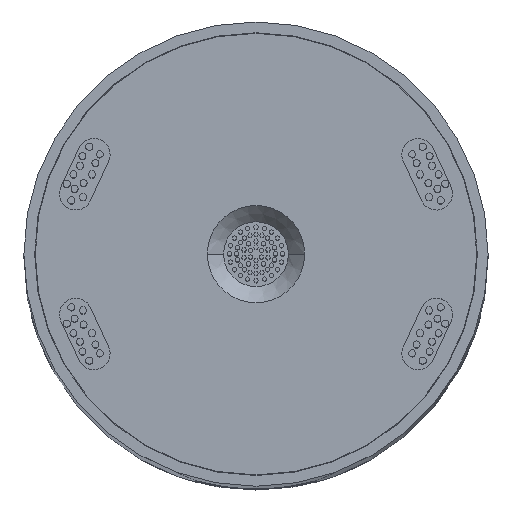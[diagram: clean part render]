
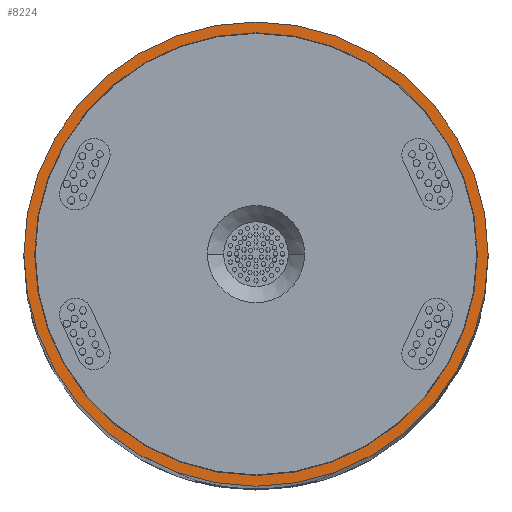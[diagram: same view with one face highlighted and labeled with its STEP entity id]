
A CAD part, top view. The second image highlights one B-rep face of the part: STEP entity #8224.
In plain terms, the highlighted planar face has unit normal (0, 0, 1).
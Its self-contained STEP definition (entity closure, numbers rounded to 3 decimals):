
#856 = DIRECTION ( 'NONE',  ( 0., 0., 1. ) ) ;
#1870 = FACE_BOUND ( 'NONE', #4223, .T. ) ;
#2586 = EDGE_CURVE ( 'NONE', #14169, #18578, #18270, .T. ) ;
#3008 = AXIS2_PLACEMENT_3D ( 'NONE', #15292, #4612, #17062 ) ;
#3238 = CIRCLE ( 'NONE', #16025, 41. ) ;
#4013 = CARTESIAN_POINT ( 'NONE',  ( 0., 0., 430. ) ) ;
#4223 = EDGE_LOOP ( 'NONE', ( #7613, #20560 ) ) ;
#4612 = DIRECTION ( 'NONE',  ( 0., 0., 1. ) ) ;
#4995 = CARTESIAN_POINT ( 'NONE',  ( 41., 0., 430. ) ) ;
#5454 = EDGE_LOOP ( 'NONE', ( #22363, #19105 ) ) ;
#5564 = AXIS2_PLACEMENT_3D ( 'NONE', #5767, #18239, #7553 ) ;
#5693 = PLANE ( 'NONE',  #5564 ) ;
#5767 = CARTESIAN_POINT ( 'NONE',  ( 0., 0., 430. ) ) ;
#5777 = DIRECTION ( 'NONE',  ( 1., 0., 0. ) ) ;
#6551 = FACE_OUTER_BOUND ( 'NONE', #5454, .T. ) ;
#7553 = DIRECTION ( 'NONE',  ( 1., 0., 0. ) ) ;
#7613 = ORIENTED_EDGE ( 'NONE', *, *, #7929, .F. ) ;
#7929 = EDGE_CURVE ( 'NONE', #18578, #14169, #3238, .T. ) ;
#8224 = ADVANCED_FACE ( 'NONE', ( #1870, #6551 ), #5693, .T. ) ;
#8509 = DIRECTION ( 'NONE',  ( 0., 0., 1. ) ) ;
#8580 = CIRCLE ( 'NONE', #3008, 43. ) ;
#9768 = VERTEX_POINT ( 'NONE', #13937 ) ;
#10661 = EDGE_CURVE ( 'NONE', #9768, #16344, #8580, .T. ) ;
#11483 = CARTESIAN_POINT ( 'NONE',  ( 0., 0., 430. ) ) ;
#12255 = AXIS2_PLACEMENT_3D ( 'NONE', #4013, #16470, #5777 ) ;
#12953 = CIRCLE ( 'NONE', #21134, 43. ) ;
#13271 = DIRECTION ( 'NONE',  ( 1., 0., 0. ) ) ;
#13937 = CARTESIAN_POINT ( 'NONE',  ( -43., 0., 430. ) ) ;
#13971 = CARTESIAN_POINT ( 'NONE',  ( 43., 0., 430. ) ) ;
#14169 = VERTEX_POINT ( 'NONE', #16010 ) ;
#14434 = EDGE_CURVE ( 'NONE', #16344, #9768, #12953, .T. ) ;
#15292 = CARTESIAN_POINT ( 'NONE',  ( 0., 0., 430. ) ) ;
#16010 = CARTESIAN_POINT ( 'NONE',  ( -41., 0., 430. ) ) ;
#16025 = AXIS2_PLACEMENT_3D ( 'NONE', #19201, #8509, #20970 ) ;
#16344 = VERTEX_POINT ( 'NONE', #13971 ) ;
#16470 = DIRECTION ( 'NONE',  ( 0., 0., 1. ) ) ;
#17062 = DIRECTION ( 'NONE',  ( 1., 0., 0. ) ) ;
#18239 = DIRECTION ( 'NONE',  ( 0., 0., 1. ) ) ;
#18270 = CIRCLE ( 'NONE', #12255, 41. ) ;
#18578 = VERTEX_POINT ( 'NONE', #4995 ) ;
#19105 = ORIENTED_EDGE ( 'NONE', *, *, #14434, .T. ) ;
#19201 = CARTESIAN_POINT ( 'NONE',  ( 0., 0., 430. ) ) ;
#20560 = ORIENTED_EDGE ( 'NONE', *, *, #2586, .F. ) ;
#20970 = DIRECTION ( 'NONE',  ( 1., 0., 0. ) ) ;
#21134 = AXIS2_PLACEMENT_3D ( 'NONE', #11483, #856, #13271 ) ;
#22363 = ORIENTED_EDGE ( 'NONE', *, *, #10661, .T. ) ;
